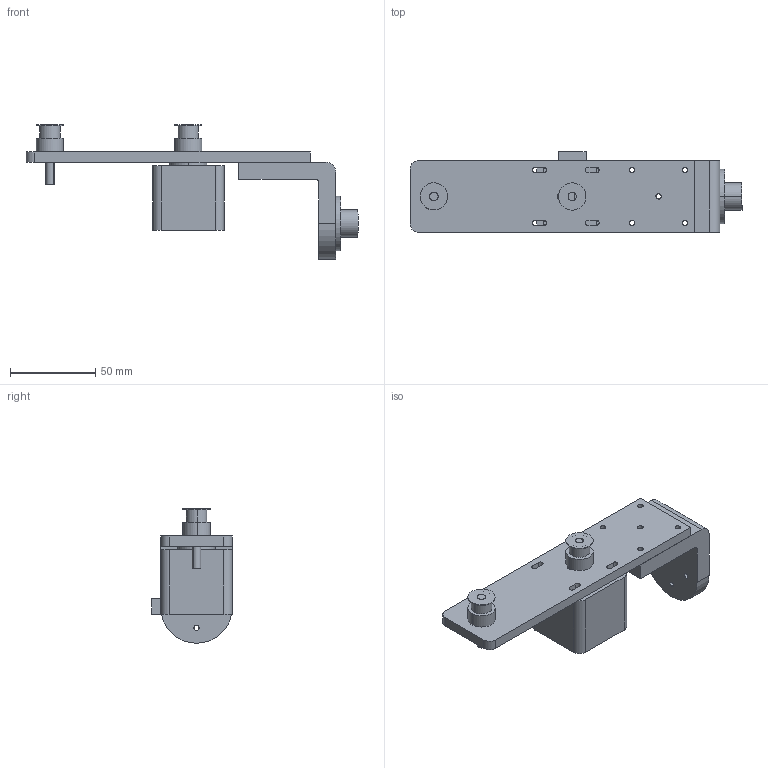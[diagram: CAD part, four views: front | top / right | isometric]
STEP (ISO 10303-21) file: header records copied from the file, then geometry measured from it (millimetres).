
FILE_DESCRIPTION (( 'STEP AP214' ), '1' );
FILE_NAME ('Öá3-new.STEP', '2024-06-29T07:43:07', ( '' ), ( '' ), 'SwSTEP 2.0', 'SolidWorks 2021', '' );
FILE_SCHEMA (( 'AUTOMOTIVE_DESIGN' ));
Length unit declared in the file: millimetre
Products named in the file (8): 粣3-1; 嫖粣; 同步轮-2gt-内5mm-外16mm-齿直径12mm-高16mm; 粣3-2; 粣3-new; 楊擘薊粣ん-8mm; 粣創-囀5mm-俋9mm-綠3mm; 42祭輛萇儂-38mm詢
Assembly tree (9 placements, depth 2):
  粣3-new
    楊擘薊粣ん-8mm
    粣3-1
    粣3-2
    42祭輛萇儂-38mm詢
    嫖粣
    粣創-囀5mm-俋9mm-綠3mm  x2
    同步轮-2gt-内5mm-外16mm-齿直径12mm-高16mm  x2
Bounding box: 195 x 47.5 x 79 mm (x, y, z)
Volume: 158245.7 mm3; surface area: 46091.1 mm2
Topology: 9 solids, 9 shells, 168 faces, 414 edges, 276 vertices
Faces by surface type: cylinder 109, plane 59
Entity records: 5272 total; most frequent: DIRECTION 898, CARTESIAN_POINT 792, ORIENTED_EDGE 756, EDGE_CURVE 378, AXIS2_PLACEMENT_3D 358, VERTEX_POINT 252, EDGE_LOOP 214, CIRCLE 196
